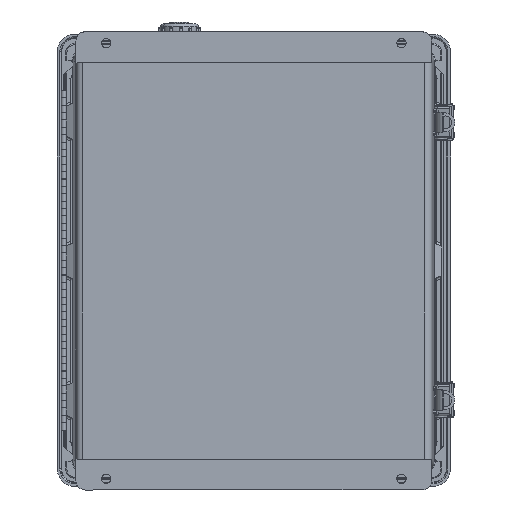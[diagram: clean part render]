
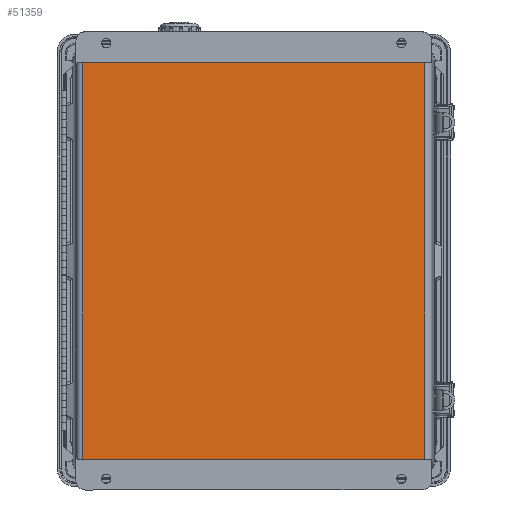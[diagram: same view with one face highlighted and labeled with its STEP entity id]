
A CAD part, front view. The second image highlights one B-rep face of the part: STEP entity #51359.
In plain terms, the highlighted planar face has unit normal (0, -1, 0).
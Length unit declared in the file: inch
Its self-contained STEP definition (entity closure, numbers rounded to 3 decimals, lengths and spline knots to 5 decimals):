
#4210 = DIRECTION ( 'NONE',  ( 0., 1., 0. ) ) ;
#4609 = LINE ( 'NONE', #39923, #49692 ) ;
#6452 = DIRECTION ( 'NONE',  ( 0., 0., 1. ) ) ;
#7218 = CARTESIAN_POINT ( 'NONE',  ( 6.11811, 0.05906, -1.04331 ) ) ;
#7848 = CARTESIAN_POINT ( 'NONE',  ( 5.78771, 0.05906, -1.04331 ) ) ;
#9196 = VERTEX_POINT ( 'NONE', #48390 ) ;
#12036 = DIRECTION ( 'NONE',  ( -1., 0., 0. ) ) ;
#12984 = LINE ( 'NONE', #7848, #58786 ) ;
#16148 = CARTESIAN_POINT ( 'NONE',  ( 5.78771, 0.05906, -1.04331 ) ) ;
#18181 = DIRECTION ( 'NONE',  ( 0., 0., 1. ) ) ;
#19380 = LINE ( 'NONE', #7218, #38472 ) ;
#19385 = EDGE_CURVE ( 'NONE', #39057, #28858, #12984, .T. ) ;
#23105 = CARTESIAN_POINT ( 'NONE',  ( 6.11811, 0.05906, -14.4685 ) ) ;
#23258 = ORIENTED_EDGE ( 'NONE', *, *, #19385, .T. ) ;
#26677 = PLANE ( 'NONE',  #40044 ) ;
#28858 = VERTEX_POINT ( 'NONE', #16148 ) ;
#32895 = FACE_OUTER_BOUND ( 'NONE', #52016, .T. ) ;
#36165 = ORIENTED_EDGE ( 'NONE', *, *, #48223, .F. ) ;
#38472 = VECTOR ( 'NONE', #52874, 39.37008 ) ;
#39057 = VERTEX_POINT ( 'NONE', #67573 ) ;
#39923 = CARTESIAN_POINT ( 'NONE',  ( -5.78771, 0.05906, -1.04331 ) ) ;
#40044 = AXIS2_PLACEMENT_3D ( 'NONE', #55034, #4210, #49856 ) ;
#40746 = ORIENTED_EDGE ( 'NONE', *, *, #63970, .F. ) ;
#44498 = VECTOR ( 'NONE', #12036, 39.37008 ) ;
#48223 = EDGE_CURVE ( 'NONE', #39057, #56298, #55543, .T. ) ;
#48390 = CARTESIAN_POINT ( 'NONE',  ( -5.78771, 0.05906, -1.04331 ) ) ;
#49692 = VECTOR ( 'NONE', #6452, 39.37008 ) ;
#49856 = DIRECTION ( 'NONE',  ( 0., 0., 1. ) ) ;
#51359 = ADVANCED_FACE ( 'NONE', ( #32895 ), #26677, .F. ) ;
#52016 = EDGE_LOOP ( 'NONE', ( #40746, #36165, #23258, #58405 ) ) ;
#52874 = DIRECTION ( 'NONE',  ( -1., 0., 0. ) ) ;
#55034 = CARTESIAN_POINT ( 'NONE',  ( 6.11811, 0.05906, -1.04331 ) ) ;
#55543 = LINE ( 'NONE', #23105, #44498 ) ;
#56298 = VERTEX_POINT ( 'NONE', #58175 ) ;
#58175 = CARTESIAN_POINT ( 'NONE',  ( -5.78771, 0.05906, -14.4685 ) ) ;
#58405 = ORIENTED_EDGE ( 'NONE', *, *, #69913, .T. ) ;
#58786 = VECTOR ( 'NONE', #18181, 39.37008 ) ;
#63970 = EDGE_CURVE ( 'NONE', #56298, #9196, #4609, .T. ) ;
#67573 = CARTESIAN_POINT ( 'NONE',  ( 5.78771, 0.05906, -14.4685 ) ) ;
#69913 = EDGE_CURVE ( 'NONE', #28858, #9196, #19380, .T. ) ;
